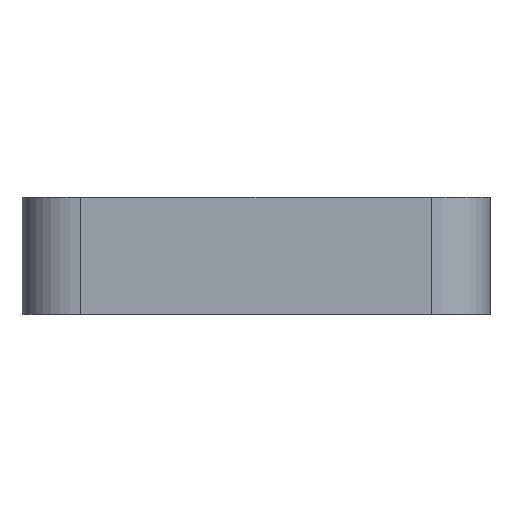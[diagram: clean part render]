
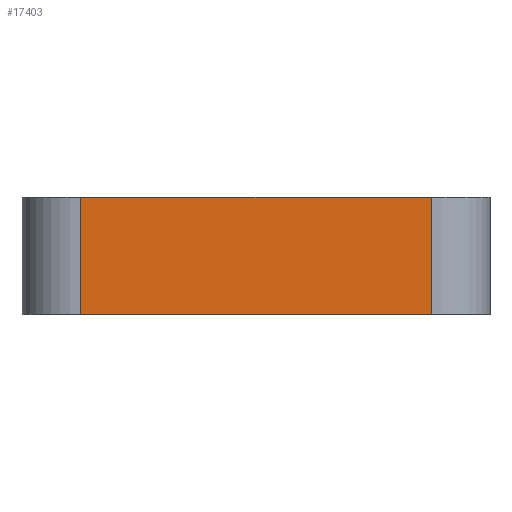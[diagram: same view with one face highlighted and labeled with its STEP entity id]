
A CAD part, front view. The second image highlights one B-rep face of the part: STEP entity #17403.
In plain terms, the highlighted planar face has unit normal (0, -1, 0).
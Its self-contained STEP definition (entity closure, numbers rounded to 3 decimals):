
#1233=FACE_OUTER_BOUND('',#2147,.T.);
#2147=EDGE_LOOP('',(#12704,#12705,#12706,#12707));
#3372=LINE('',#25986,#5396);
#3615=LINE('',#26628,#5639);
#3617=LINE('',#26635,#5641);
#3618=LINE('',#26636,#5642);
#5396=VECTOR('',#20725,10.);
#5639=VECTOR('',#21238,10.);
#5641=VECTOR('',#21246,10.);
#5642=VECTOR('',#21247,10.);
#7433=VERTEX_POINT('',#25984);
#7434=VERTEX_POINT('',#25985);
#7697=VERTEX_POINT('',#26626);
#7698=VERTEX_POINT('',#26627);
#9327=EDGE_CURVE('',#7433,#7434,#3372,.T.);
#9662=EDGE_CURVE('',#7697,#7698,#3615,.T.);
#9666=EDGE_CURVE('',#7697,#7434,#3617,.T.);
#9667=EDGE_CURVE('',#7433,#7698,#3618,.T.);
#12704=ORIENTED_EDGE('',*,*,#9666,.F.);
#12705=ORIENTED_EDGE('',*,*,#9662,.T.);
#12706=ORIENTED_EDGE('',*,*,#9667,.F.);
#12707=ORIENTED_EDGE('',*,*,#9327,.T.);
#16744=PLANE('',#18554);
#17403=ADVANCED_FACE('',(#1233),#16744,.T.);
#18554=AXIS2_PLACEMENT_3D('',#26634,#21244,#21245);
#20725=DIRECTION('',(0.,0.,-1.));
#21238=DIRECTION('',(0.,0.,1.));
#21244=DIRECTION('center_axis',(0.,-1.,0.));
#21245=DIRECTION('ref_axis',(1.,0.,0.));
#21246=DIRECTION('',(-1.,0.,0.));
#21247=DIRECTION('',(1.,0.,0.));
#25984=CARTESIAN_POINT('',(-68.062,-40.,10.));
#25985=CARTESIAN_POINT('',(-68.062,-40.,0.));
#25986=CARTESIAN_POINT('',(-68.062,-40.,5.));
#26626=CARTESIAN_POINT('',(-38.062,-40.,0.));
#26627=CARTESIAN_POINT('',(-38.062,-40.,10.));
#26628=CARTESIAN_POINT('',(-38.062,-40.,5.));
#26634=CARTESIAN_POINT('Origin',(-43.062,-40.,5.));
#26635=CARTESIAN_POINT('',(-43.062,-40.,0.));
#26636=CARTESIAN_POINT('',(-63.062,-40.,10.));
